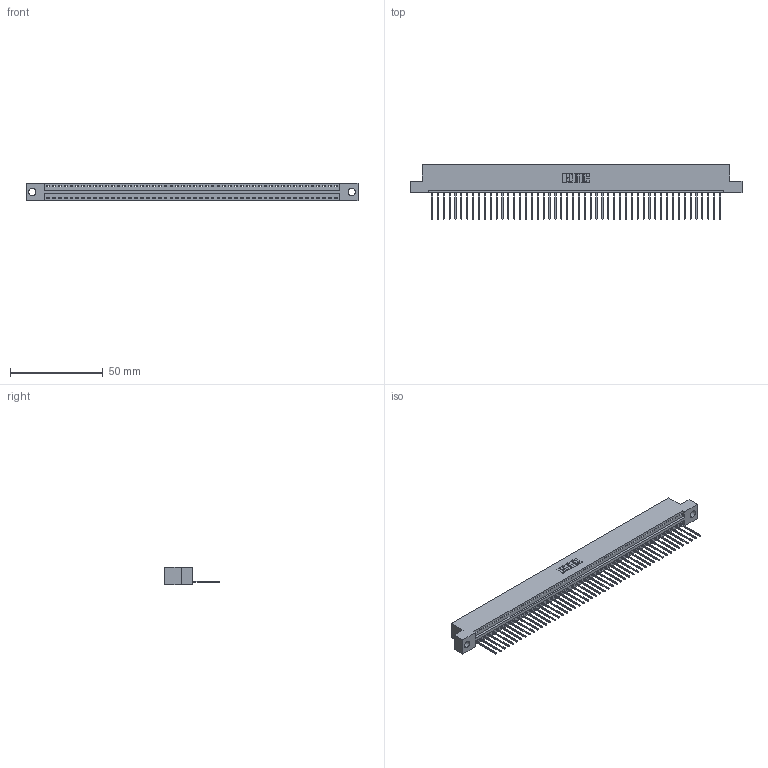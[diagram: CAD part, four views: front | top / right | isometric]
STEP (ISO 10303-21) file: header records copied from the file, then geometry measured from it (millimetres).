
FILE_DESCRIPTION (( 'STEP AP203' ), '1' );
FILE_NAME ('346-050-540-104.STEP', '2022-05-10T03:34:51', ( '' ), ( '' ), 'SwSTEP 2.0', 'SolidWorks 2020', '' );
FILE_SCHEMA (( 'CONFIG_CONTROL_DESIGN' ));
Length unit declared in the file: inch
Products named in the file (3): 346 Part_Flush Mounting Lugs - 0.156 Dia-TH; 345-292-001_345-293-140; 346-050-540-104
Assembly tree (51 placements, depth 2):
  346-050-540-104
    346 Part_Flush Mounting Lugs - 0.156 Dia-TH
    345-292-001_345-293-140  x50
Bounding box: 179.32 x 29.46 x 9.4 mm (x, y, z)
Volume: 17182.1 mm3; surface area: 21893.4 mm2
Topology: 51 solids, 51 shells, 3036 faces, 9165 edges, 6042 vertices
Faces by surface type: plane 2090, cylinder 946
Entity records: 30391 total; most frequent: CARTESIAN_POINT 5216, ORIENTED_EDGE 5198, DIRECTION 4591, EDGE_CURVE 2599, VECTOR 2267, LINE 2267, VERTEX_POINT 1730, AXIS2_PLACEMENT_3D 1162
